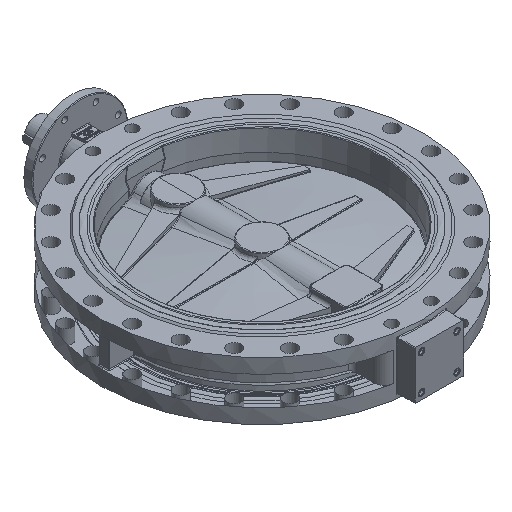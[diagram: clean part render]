
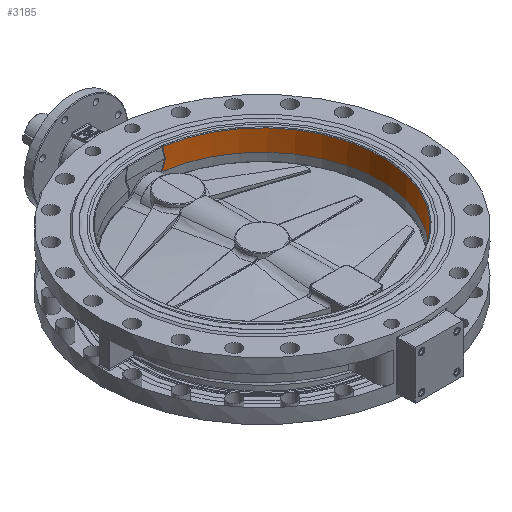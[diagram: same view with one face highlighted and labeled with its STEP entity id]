
A CAD part, isometric view. The second image highlights one B-rep face of the part: STEP entity #3185.
In plain terms, the highlighted free-form (B-spline) face has degree [1, 2] with [2, 9] control points.
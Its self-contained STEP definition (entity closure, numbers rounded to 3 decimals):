
#677=CARTESIAN_POINT('',(55.747,-364.662,93.108));
#678=VERTEX_POINT('',#677);
#686=CARTESIAN_POINT('',(62.118,-361.812,59.825));
#687=VERTEX_POINT('',#686);
#688=CARTESIAN_POINT('',(55.747,-364.662,93.108));
#689=CARTESIAN_POINT('',(57.884,-363.763,82.613));
#690=CARTESIAN_POINT('',(60.008,-362.813,71.516));
#691=CARTESIAN_POINT('',(62.118,-361.812,59.825));
#692=B_SPLINE_CURVE_WITH_KNOTS('',3,(#688,#689,#690,#691),.UNSPECIFIED.,.F.,.U.,(4,4),(0.321,0.359),.UNSPECIFIED.);
#693=EDGE_CURVE('',#678,#687,#692,.T.);
#1124=CARTESIAN_POINT('',(51.314,-361.88,30.));
#1125=VERTEX_POINT('',#1124);
#1126=CARTESIAN_POINT('',(62.118,-361.812,59.825));
#1127=CARTESIAN_POINT('',(61.156,-361.819,56.923));
#1128=CARTESIAN_POINT('',(59.193,-361.832,51.131));
#1129=CARTESIAN_POINT('',(56.63,-361.848,43.934));
#1130=CARTESIAN_POINT('',(54.015,-361.864,36.888));
#1131=CARTESIAN_POINT('',(52.402,-361.874,32.722));
#1132=CARTESIAN_POINT('',(51.314,-361.88,30.));
#1133=B_SPLINE_CURVE_WITH_KNOTS('',3,(#1126,#1127,#1128,#1129,#1130,#1131,#1132),.UNSPECIFIED.,.F.,.U.,(4,1,1,1,4),(-28.178,-27.265,-26.351,-25.895,-25.024),.UNSPECIFIED.);
#1134=EDGE_CURVE('',#687,#1125,#1133,.T.);
#2353=CARTESIAN_POINT('',(55.747,364.662,93.108));
#2354=VERTEX_POINT('',#2353);
#2382=CARTESIAN_POINT('',(62.118,361.812,59.825));
#2383=VERTEX_POINT('',#2382);
#2395=CARTESIAN_POINT('',(62.118,361.812,59.825));
#2396=CARTESIAN_POINT('',(60.008,362.813,71.516));
#2397=CARTESIAN_POINT('',(57.884,363.763,82.613));
#2398=CARTESIAN_POINT('',(55.747,364.662,93.108));
#2399=B_SPLINE_CURVE_WITH_KNOTS('',3,(#2395,#2396,#2397,#2398),.UNSPECIFIED.,.F.,.U.,(4,4),(-0.359,-0.321),.UNSPECIFIED.);
#2400=EDGE_CURVE('',#2383,#2354,#2399,.T.);
#2830=CARTESIAN_POINT('',(51.314,361.88,30.));
#2831=VERTEX_POINT('',#2830);
#2832=CARTESIAN_POINT('',(51.314,361.88,30.));
#2833=CARTESIAN_POINT('',(52.4,361.874,32.717));
#2834=CARTESIAN_POINT('',(54.564,361.861,38.307));
#2835=CARTESIAN_POINT('',(58.196,361.839,48.234));
#2836=CARTESIAN_POINT('',(60.674,361.822,55.469));
#2837=CARTESIAN_POINT('',(62.118,361.812,59.825));
#2838=B_SPLINE_CURVE_WITH_KNOTS('',3,(#2832,#2833,#2834,#2835,#2836,#2837),.UNSPECIFIED.,.F.,.U.,(4,1,1,4),(-8.094,-7.223,-6.309,-4.938),.UNSPECIFIED.);
#2839=EDGE_CURVE('',#2831,#2383,#2838,.T.);
#3134=CARTESIAN_POINT('',(0.,0.,93.108));
#3135=DIRECTION('',(0.0,0.0,1.0));
#3136=DIRECTION('',(0.0,-1.0,0.0));
#3137=AXIS2_PLACEMENT_3D('',#3134,#3135,#3136);
#3138=CIRCLE('',#3137,368.898);
#3139=EDGE_CURVE('',#678,#2354,#3138,.T.);
#3145=CARTESIAN_POINT('',(0.,365.5,30.));
#3146=CARTESIAN_POINT('',(0.,368.898,93.108));
#3147=CARTESIAN_POINT('',(-365.5,365.5,30.));
#3148=CARTESIAN_POINT('',(-368.898,368.898,93.108));
#3149=CARTESIAN_POINT('',(-365.5,0.,30.));
#3150=CARTESIAN_POINT('',(-368.898,0.,93.108));
#3151=CARTESIAN_POINT('',(-365.5,-365.5,30.));
#3152=CARTESIAN_POINT('',(-368.898,-368.898,93.108));
#3153=CARTESIAN_POINT('',(0.,-365.5,30.));
#3154=CARTESIAN_POINT('',(0.,-368.898,93.108));
#3155=CARTESIAN_POINT('',(365.5,-365.5,30.));
#3156=CARTESIAN_POINT('',(368.898,-368.898,93.108));
#3157=CARTESIAN_POINT('',(365.5,0.,30.));
#3158=CARTESIAN_POINT('',(368.898,0.,93.108));
#3159=CARTESIAN_POINT('',(365.5,365.5,30.));
#3160=CARTESIAN_POINT('',(368.898,368.898,93.108));
#3161=CARTESIAN_POINT('',(0.,365.5,30.));
#3162=CARTESIAN_POINT('',(0.,368.898,93.108));
#3170=(BOUNDED_SURFACE()B_SPLINE_SURFACE(1,2,((#3145,#3147,#3149,#3151,#3153,#3155,#3157,#3159,#3161),(#3146,#3148,#3150,#3152,#3154,#3156,#3158,#3160,#3162)),.UNSPECIFIED.,.F.,.T.,.U.)B_SPLINE_SURFACE_WITH_KNOTS((2,2),(3,2,2,2,3),(-0.086,0.086),(0.0,576.795,1153.59,1730.385,2307.18),.UNSPECIFIED.)GEOMETRIC_REPRESENTATION_ITEM()RATIONAL_B_SPLINE_SURFACE(((1.0,0.707,1.0,0.707,1.0,0.707,1.0,0.707,1.0),(1.0,0.707,1.0,0.707,1.0,0.707,1.0,0.707,1.0)))REPRESENTATION_ITEM('')SURFACE());
#3171=ORIENTED_EDGE('',*,*,#693,.F.);
#3172=ORIENTED_EDGE('',*,*,#3139,.T.);
#3173=ORIENTED_EDGE('',*,*,#2400,.F.);
#3174=ORIENTED_EDGE('',*,*,#2839,.F.);
#3175=CARTESIAN_POINT('',(0.,0.,30.));
#3176=DIRECTION('',(0.0,0.0,1.0));
#3177=DIRECTION('',(0.0,-1.0,0.0));
#3178=AXIS2_PLACEMENT_3D('',#3175,#3176,#3177);
#3179=CIRCLE('',#3178,365.5);
#3180=EDGE_CURVE('',#1125,#2831,#3179,.T.);
#3181=ORIENTED_EDGE('',*,*,#3180,.F.);
#3182=ORIENTED_EDGE('',*,*,#1134,.F.);
#3183=EDGE_LOOP('',(#3171,#3172,#3173,#3174,#3181,#3182));
#3184=FACE_OUTER_BOUND('',#3183,.T.);
#3185=ADVANCED_FACE('',(#3184),#3170,.T.);
